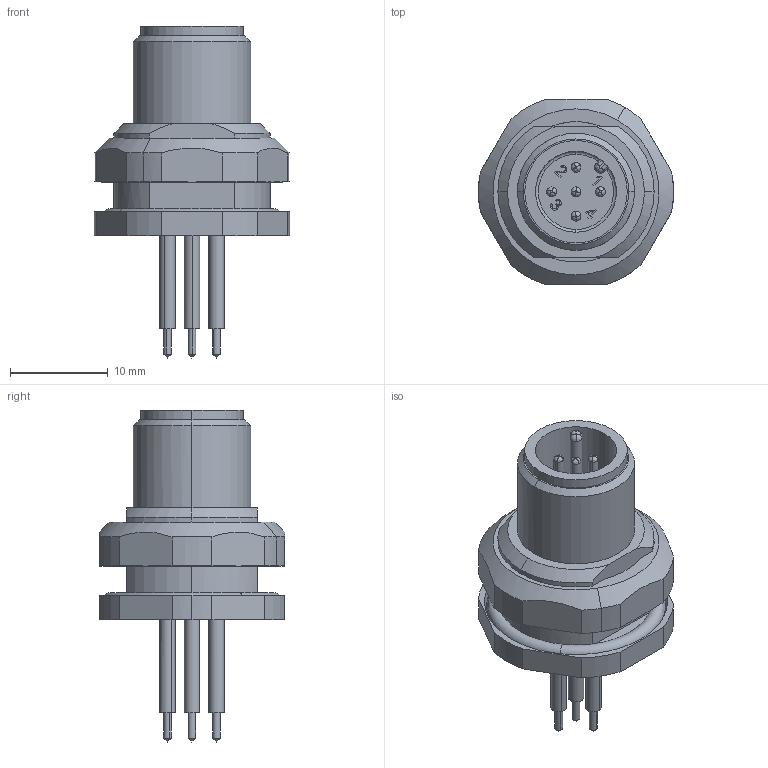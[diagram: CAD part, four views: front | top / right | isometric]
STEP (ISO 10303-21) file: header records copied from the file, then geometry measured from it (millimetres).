
FILE_DESCRIPTION(('CATIA V5R24 STEP','CAx-IF Rec.Pracs.--- Model Styling and Organization---1.2---2011-12-15'),'2;1');
FILE_NAME ('D1461768_0_2421860000_2421860000.stp','2017-04-21T05:58:48+00:00',('none'),('Weidmueller'),'CATIA Version 5-6 Release 2014 SP4 HF52','CATIA V5 STEP AP214','none');
FILE_SCHEMA(('AUTOMOTIVE_DESIGN { 1 0 10303 214 1 1 1 1 }'));
Length unit declared in the file: millimetre
Products named in the file (1): v5-standard_part
Bounding box: 20 x 19 x 34 mm (x, y, z)
Volume: 3111.6 mm3; surface area: 4061.2 mm2
Topology: 1 solids, 7 shells, 345 faces, 912 edges, 595 vertices
Faces by surface type: cylinder 125, plane 102, bspline 59, cone 46, torus 13
Entity records: 12370 total; most frequent: CARTESIAN_POINT 4383, ORIENTED_EDGE 1804, DIRECTION 1131, EDGE_CURVE 902, VERTEX_POINT 595, AXIS2_PLACEMENT_3D 505, EDGE_LOOP 385, ADVANCED_FACE 345
